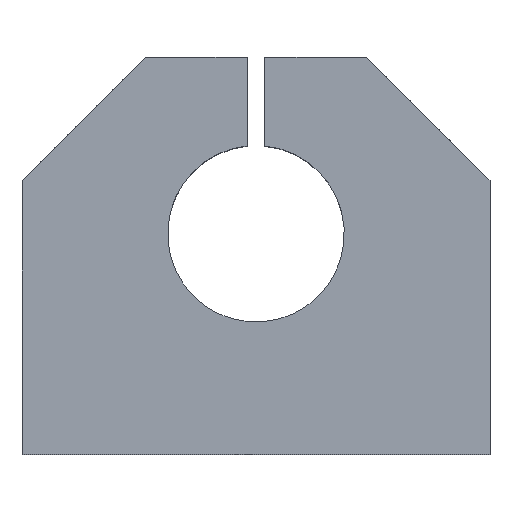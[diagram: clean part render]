
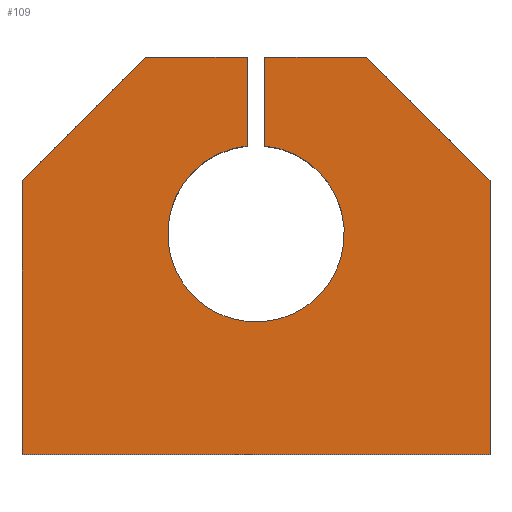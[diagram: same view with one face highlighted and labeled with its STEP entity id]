
A CAD part, top view. The second image highlights one B-rep face of the part: STEP entity #109.
In plain terms, the highlighted planar face has unit normal (0, 0, 1).
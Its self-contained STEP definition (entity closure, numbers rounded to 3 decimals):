
#109 = ADVANCED_FACE( '', ( #191 ), #192, .T. );
#191 = FACE_OUTER_BOUND( '', #274, .T. );
#192 = PLANE( '', #275 );
#274 = EDGE_LOOP( '', ( #540, #541, #542, #543, #544, #545, #546, #547, #548, #549, #550 ) );
#275 = AXIS2_PLACEMENT_3D( '', #551, #552, #553 );
#540 = ORIENTED_EDGE( '', *, *, #634, .F. );
#541 = ORIENTED_EDGE( '', *, *, #657, .F. );
#542 = ORIENTED_EDGE( '', *, *, #654, .F. );
#543 = ORIENTED_EDGE( '', *, *, #618, .F. );
#544 = ORIENTED_EDGE( '', *, *, #652, .F. );
#545 = ORIENTED_EDGE( '', *, *, #649, .F. );
#546 = ORIENTED_EDGE( '', *, *, #569, .F. );
#547 = ORIENTED_EDGE( '', *, *, #648, .F. );
#548 = ORIENTED_EDGE( '', *, *, #644, .F. );
#549 = ORIENTED_EDGE( '', *, *, #641, .F. );
#550 = ORIENTED_EDGE( '', *, *, #638, .F. );
#551 = CARTESIAN_POINT( '', ( 0., 0., 24. ) );
#552 = DIRECTION( '', ( 0., 0., 1. ) );
#553 = DIRECTION( '', ( 1., 0., 0. ) );
#569 = EDGE_CURVE( '', #659, #662, #663, .T. );
#618 = EDGE_CURVE( '', #751, #752, #753, .T. );
#634 = EDGE_CURVE( '', #771, #772, #773, .T. );
#638 = EDGE_CURVE( '', #772, #779, #780, .T. );
#641 = EDGE_CURVE( '', #779, #784, #785, .T. );
#644 = EDGE_CURVE( '', #784, #789, #790, .T. );
#648 = EDGE_CURVE( '', #789, #659, #795, .T. );
#649 = EDGE_CURVE( '', #662, #796, #797, .T. );
#652 = EDGE_CURVE( '', #796, #751, #801, .T. );
#654 = EDGE_CURVE( '', #752, #803, #804, .T. );
#657 = EDGE_CURVE( '', #803, #771, #808, .T. );
#659 = VERTEX_POINT( '', #810 );
#662 = VERTEX_POINT( '', #814 );
#663 = CIRCLE( '', #815, 10. );
#751 = VERTEX_POINT( '', #1082 );
#752 = VERTEX_POINT( '', #1083 );
#753 = LINE( '', #1084, #1085 );
#771 = VERTEX_POINT( '', #1106 );
#772 = VERTEX_POINT( '', #1107 );
#773 = LINE( '', #1108, #1109 );
#779 = VERTEX_POINT( '', #1118 );
#780 = LINE( '', #1119, #1120 );
#784 = VERTEX_POINT( '', #1126 );
#785 = LINE( '', #1127, #1128 );
#789 = VERTEX_POINT( '', #1134 );
#790 = LINE( '', #1135, #1136 );
#795 = CIRCLE( '', #1143, 10. );
#796 = VERTEX_POINT( '', #1144 );
#797 = LINE( '', #1145, #1146 );
#801 = LINE( '', #1152, #1153 );
#803 = VERTEX_POINT( '', #1156 );
#804 = LINE( '', #1157, #1158 );
#808 = LINE( '', #1164, #1165 );
#810 = CARTESIAN_POINT( '', ( -1., 15.05, 24. ) );
#814 = CARTESIAN_POINT( '', ( 1., 34.95, 24. ) );
#815 = AXIS2_PLACEMENT_3D( '', #1169, #1170, #1171 );
#1082 = CARTESIAN_POINT( '', ( 12.5, 45., 24. ) );
#1083 = CARTESIAN_POINT( '', ( 26.5, 31., 24. ) );
#1084 = CARTESIAN_POINT( '', ( 26.5, 31., 24. ) );
#1085 = VECTOR( '', #1261, 1. );
#1106 = CARTESIAN_POINT( '', ( -26.5, 0., 24. ) );
#1107 = CARTESIAN_POINT( '', ( -26.5, 31., 24. ) );
#1108 = CARTESIAN_POINT( '', ( -26.5, 31., 24. ) );
#1109 = VECTOR( '', #1301, 1. );
#1118 = CARTESIAN_POINT( '', ( -12.5, 45., 24. ) );
#1119 = CARTESIAN_POINT( '', ( -12.5, 45., 24. ) );
#1120 = VECTOR( '', #1305, 1. );
#1126 = CARTESIAN_POINT( '', ( -1., 45., 24. ) );
#1127 = CARTESIAN_POINT( '', ( -1., 45., 24. ) );
#1128 = VECTOR( '', #1308, 1. );
#1134 = CARTESIAN_POINT( '', ( -1., 34.95, 24. ) );
#1135 = CARTESIAN_POINT( '', ( -1., 34.95, 24. ) );
#1136 = VECTOR( '', #1311, 1. );
#1143 = AXIS2_PLACEMENT_3D( '', #1317, #1318, #1319 );
#1144 = CARTESIAN_POINT( '', ( 1., 45., 24. ) );
#1145 = CARTESIAN_POINT( '', ( 1., 45., 24. ) );
#1146 = VECTOR( '', #1320, 1. );
#1152 = CARTESIAN_POINT( '', ( 12.5, 45., 24. ) );
#1153 = VECTOR( '', #1323, 1. );
#1156 = CARTESIAN_POINT( '', ( 26.5, 0., 24. ) );
#1157 = CARTESIAN_POINT( '', ( 26.5, 0., 24. ) );
#1158 = VECTOR( '', #1325, 1. );
#1164 = CARTESIAN_POINT( '', ( -26.5, 0., 24. ) );
#1165 = VECTOR( '', #1328, 1. );
#1169 = CARTESIAN_POINT( '', ( 0., 25., 24. ) );
#1170 = DIRECTION( '', ( 0., 0., 1. ) );
#1171 = DIRECTION( '', ( 0.1, 0.995, 0. ) );
#1261 = DIRECTION( '', ( 0.707, -0.707, 0. ) );
#1301 = DIRECTION( '', ( 0., 1., 0. ) );
#1305 = DIRECTION( '', ( 0.707, 0.707, 0. ) );
#1308 = DIRECTION( '', ( 1., 0., 0. ) );
#1311 = DIRECTION( '', ( 0., -1., 0. ) );
#1317 = CARTESIAN_POINT( '', ( 0., 25., 24. ) );
#1318 = DIRECTION( '', ( 0., 0., 1. ) );
#1319 = DIRECTION( '', ( 0.1, 0.995, 0. ) );
#1320 = DIRECTION( '', ( 0., 1., 0. ) );
#1323 = DIRECTION( '', ( 1., 0., 0. ) );
#1325 = DIRECTION( '', ( 0., -1., 0. ) );
#1328 = DIRECTION( '', ( -1., 0., 0. ) );
